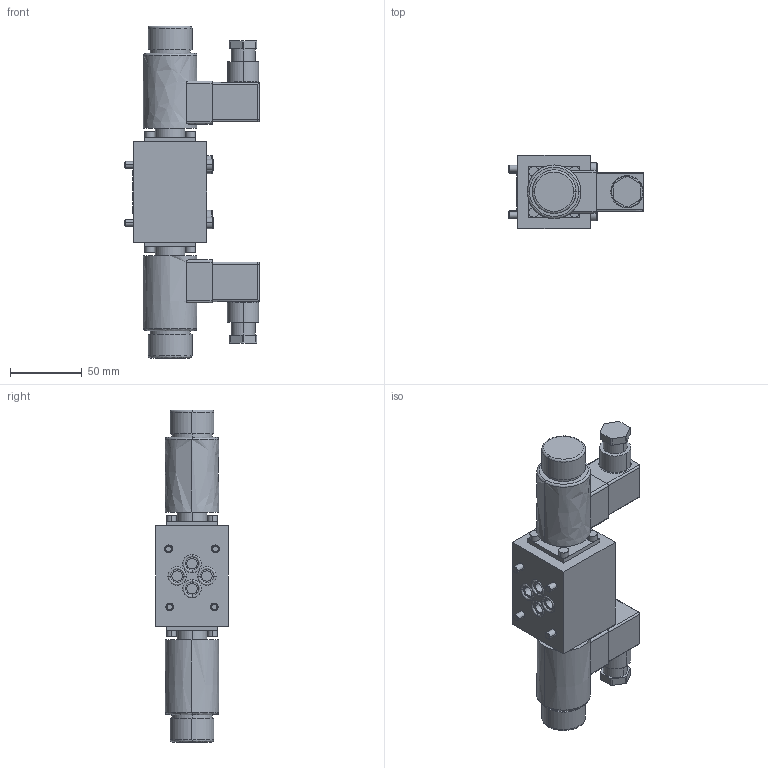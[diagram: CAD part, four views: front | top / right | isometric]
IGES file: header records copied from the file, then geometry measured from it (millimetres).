
Start section:  PTC IGES file: ilcm47112340.igs
Global section: file name: ilcm47112340.igs; native system: Pro/ENGINEER by Parametric Technology Corporation; preprocessor: 2007460; author: jdw; organization: Unknown; date: 20110428.150553; units: inch
Bounding box: 93.98 x 50.8 x 231.29 mm (x, y, z)
Surface area: 64715.2 mm2 (no closed solid volume)
Topology: 0 solids, 0 shells, 282 faces, 1344 edges, 1340 vertices
Faces by surface type: revolution 162, bspline 120
